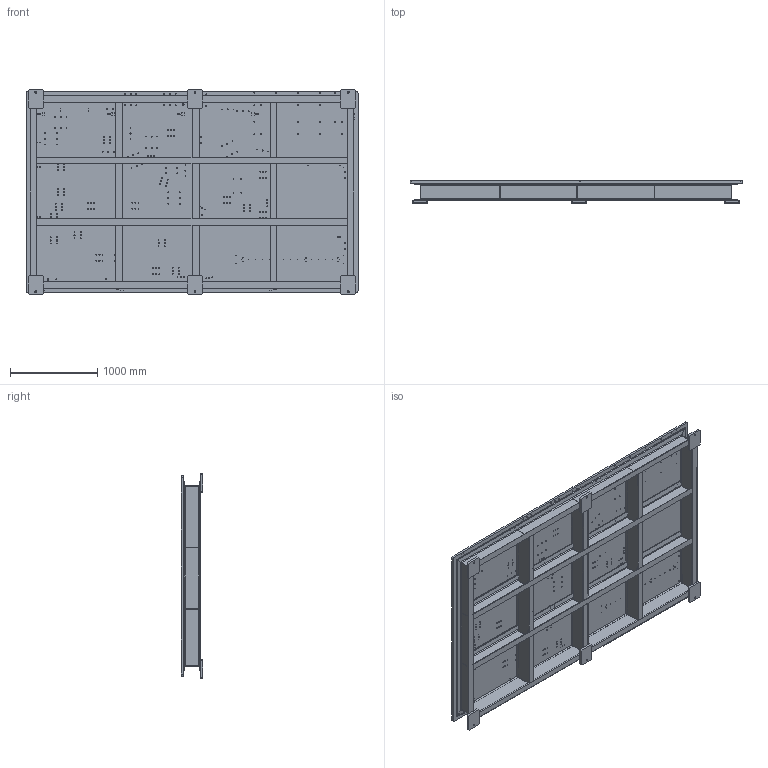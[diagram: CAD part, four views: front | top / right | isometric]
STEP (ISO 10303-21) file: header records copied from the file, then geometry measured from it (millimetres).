
FILE_DESCRIPTION(('CATIA V5 STEP Exchange'),'2;1');
FILE_NAME('C00363441-HZ-510-227010-1-UN101-0-001-01-OFF.stp','2022-04-22T07:29:08+00:00',('none'),('none'),'CATIA Version 5-6 Release 2016','CATIA V5 STEP AP203','none');
FILE_SCHEMA(('CONFIG_CONTROL_DESIGN'));
Products named in the file (1): C00363441-HZ-510-227010-1-UN101-0-001-01-OFF
Bounding box: 3800 x 250 x 2340 mm (x, y, z)
Volume: 292934637.4 mm3; surface area: 34695220.8 mm2
Topology: 22 solids, 22 shells, 2510 faces, 6848 edges, 4313 vertices
Faces by surface type: plane 1383, cylinder 1127
Entity records: 71596 total; most frequent: CARTESIAN_POINT 14701, ORIENTED_EDGE 13696, DIRECTION 7942, EDGE_CURVE 6848, VERTEX_POINT 4313, VECTOR 3998, LINE 3998, EDGE_LOOP 3353
